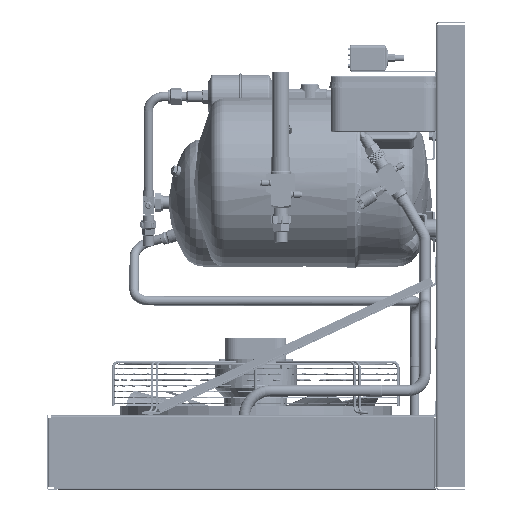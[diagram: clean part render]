
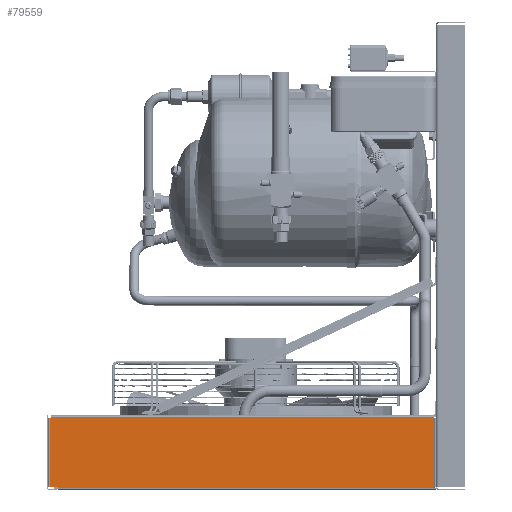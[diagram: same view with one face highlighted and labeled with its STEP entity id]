
A CAD part, left-side view. The second image highlights one B-rep face of the part: STEP entity #79559.
In plain terms, the highlighted face is planar.
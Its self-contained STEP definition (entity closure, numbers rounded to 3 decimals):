
#77583=DIRECTION('',(0.,0.,1.));
#77584=VECTOR('',#77583,656.05);
#77585=CARTESIAN_POINT('',(-61.85,0.,-327.1));
#77586=LINE('',#77585,#77584);
#77705=DIRECTION('',(0.,0.,-1.));
#77706=VECTOR('',#77705,643.35);
#77707=CARTESIAN_POINT('',(59.65,0.,328.95));
#77708=LINE('',#77707,#77706);
#77727=CARTESIAN_POINT('',(58.9,0.,328.95));
#77728=DIRECTION('',(0.,1.,0.));
#77729=DIRECTION('',(1.,0.,0.));
#77730=AXIS2_PLACEMENT_3D('',#77727,#77728,#77729);
#77732=DIRECTION('',(-1.,0.,0.));
#77733=VECTOR('',#77732,2.);
#77734=CARTESIAN_POINT('',(59.65,0.,-314.4));
#77735=LINE('',#77734,#77733);
#77736=DIRECTION('',(0.,0.,-1.));
#77737=VECTOR('',#77736,14.7);
#77738=CARTESIAN_POINT('',(57.65,0.,-314.4));
#77739=LINE('',#77738,#77737);
#77740=DIRECTION('',(0.,0.,1.));
#77741=VECTOR('',#77740,2.);
#77742=CARTESIAN_POINT('',(-59.85,0.,-329.1));
#77743=LINE('',#77742,#77741);
#77744=DIRECTION('',(-1.,0.,0.));
#77745=VECTOR('',#77744,2.);
#77746=CARTESIAN_POINT('',(-59.85,0.,-327.1));
#77747=LINE('',#77746,#77745);
#77748=CARTESIAN_POINT('',(-61.1,0.,328.95));
#77749=DIRECTION('',(0.,-1.,0.));
#77750=DIRECTION('',(-1.,0.,0.));
#77751=AXIS2_PLACEMENT_3D('',#77748,#77749,#77750);
#77761=DIRECTION('',(-1.,0.,0.));
#77762=VECTOR('',#77761,120.);
#77763=CARTESIAN_POINT('',(58.9,0.,328.2));
#77764=LINE('',#77763,#77762);
#78544=DIRECTION('',(-1.,0.,0.));
#78545=VECTOR('',#78544,117.5);
#78546=CARTESIAN_POINT('',(57.65,0.,-329.1));
#78547=LINE('',#78546,#78545);
#78715=CARTESIAN_POINT('',(59.65,0.,-314.4));
#78716=VERTEX_POINT('',#78715);
#78735=CARTESIAN_POINT('',(-61.85,0.,-327.1));
#78736=VERTEX_POINT('',#78735);
#78755=CARTESIAN_POINT('',(-59.85,0.,-329.1));
#78756=VERTEX_POINT('',#78755);
#78757=CARTESIAN_POINT('',(57.65,0.,-329.1));
#78758=VERTEX_POINT('',#78757);
#78947=CARTESIAN_POINT('',(-59.85,0.,-327.1));
#78949=VERTEX_POINT('',#78947);
#78951=CARTESIAN_POINT('',(57.65,0.,-314.4));
#78953=VERTEX_POINT('',#78951);
#78955=CARTESIAN_POINT('',(59.65,0.,328.95));
#78956=VERTEX_POINT('',#78955);
#78960=CARTESIAN_POINT('',(-61.85,0.,328.95));
#78962=VERTEX_POINT('',#78960);
#78967=CARTESIAN_POINT('',(-61.1,0.,328.2));
#78968=VERTEX_POINT('',#78967);
#78979=CARTESIAN_POINT('',(58.9,0.,328.2));
#78980=VERTEX_POINT('',#78979);
#79535=CARTESIAN_POINT('',(0.,0.,0.));
#79536=DIRECTION('',(0.,1.,0.));
#79537=DIRECTION('',(1.,0.,0.));
#79538=AXIS2_PLACEMENT_3D('',#79535,#79536,#79537);
#79539=PLANE('',#79538);
#79541=ORIENTED_EDGE('',*,*,#79540,.F.);
#79542=ORIENTED_EDGE('',*,*,#79498,.F.);
#79543=ORIENTED_EDGE('',*,*,#79523,.T.);
#79545=ORIENTED_EDGE('',*,*,#79544,.T.);
#79547=ORIENTED_EDGE('',*,*,#79546,.T.);
#79549=ORIENTED_EDGE('',*,*,#79548,.T.);
#79551=ORIENTED_EDGE('',*,*,#79550,.T.);
#79553=ORIENTED_EDGE('',*,*,#79552,.T.);
#79554=ORIENTED_EDGE('',*,*,#79327,.T.);
#79556=ORIENTED_EDGE('',*,*,#79555,.T.);
#79557=EDGE_LOOP('',(#79541,#79542,#79543,#79545,#79547,#79549,#79551,#79553,
#79554,#79556));
#79558=FACE_OUTER_BOUND('',#79557,.F.);
#79559=ADVANCED_FACE('',(#79558),#79539,.F.);
#77731=CIRCLE('',#77730,0.75);
#77752=CIRCLE('',#77751,0.75);
#79327=EDGE_CURVE('',#78736,#78962,#77586,.T.);
#79498=EDGE_CURVE('',#78956,#78980,#77731,.T.);
#79523=EDGE_CURVE('',#78956,#78716,#77708,.T.);
#79540=EDGE_CURVE('',#78980,#78968,#77764,.T.);
#79544=EDGE_CURVE('',#78716,#78953,#77735,.T.);
#79546=EDGE_CURVE('',#78953,#78758,#77739,.T.);
#79548=EDGE_CURVE('',#78758,#78756,#78547,.T.);
#79550=EDGE_CURVE('',#78756,#78949,#77743,.T.);
#79552=EDGE_CURVE('',#78949,#78736,#77747,.T.);
#79555=EDGE_CURVE('',#78962,#78968,#77752,.T.);
